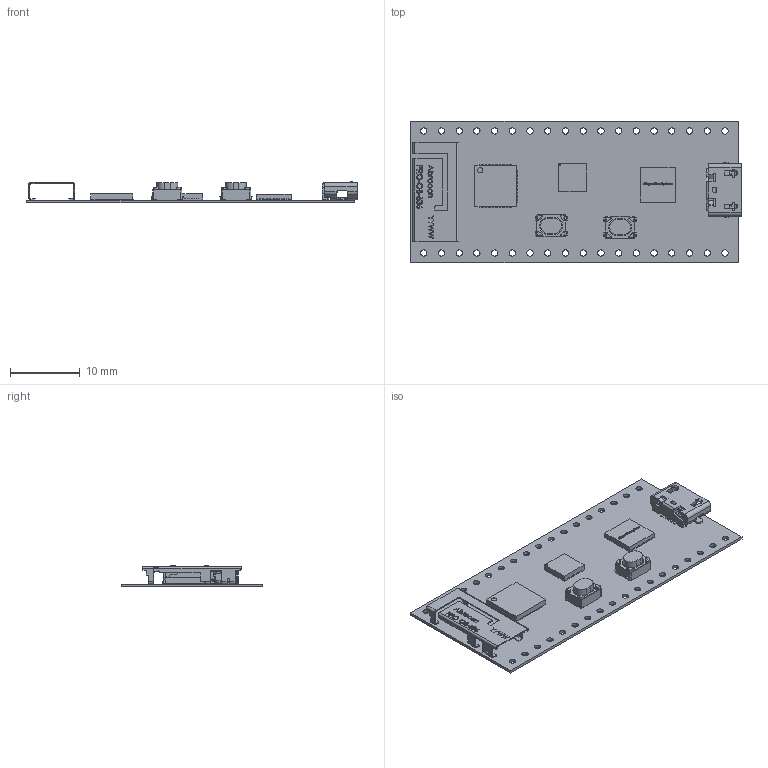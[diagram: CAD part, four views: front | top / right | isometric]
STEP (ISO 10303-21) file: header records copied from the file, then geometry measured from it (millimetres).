
FILE_DESCRIPTION(('Open CASCADE Model'),'2;1');
FILE_NAME('Open CASCADE Shape Model','2023-11-09T23:32:08',('Author'),( 'Open CASCADE'),'Open CASCADE STEP processor 6.8','Open CASCADE 6.8' ,'Unknown');
FILE_SCHEMA(('AUTOMOTIVE_DESIGN { 1 0 10303 214 1 1 1 1 }'));
Length unit declared in the file: millimetre
Products named in the file (20): PCB; Board; Open CASCADE STEP translator 6.8 1.1.1; Designator13; 6266025440; Designator11; 6274752112; Designator10; 6274751072; Body; ThermalPin; PinsArrayLR; PinsArrayTB; Designator9; 6116749600; Designator8; Designator7; 6268027648; Free-Models; PRO-OB-536--3DModel-STEP-418109
Assembly tree (20 placements, depth 4):
  PCB
    Board
      Open CASCADE STEP translator 6.8 1.1.1
    Designator13
      6266025440
    Designator11
      6274752112
    Designator10
      6274751072
        Body
        ThermalPin
        PinsArrayLR
        PinsArrayTB
    Designator9
      6116749600
    Designator8
      6116749600
    Designator7
      6268027648
    Free-Models
      PRO-OB-536--3DModel-STEP-418109
Bounding box: 47.38 x 20.3 x 3.13 mm (x, y, z)
Volume: 563.2 mm3; surface area: 2888.9 mm2
Topology: 92 solids, 92 shells, 2533 faces, 6529 edges, 4184 vertices
Faces by surface type: plane 1807, cylinder 429, bspline 293, sphere 4
Full cylindrical faces by diameter (mm): 0.75 x1, 0.9 x36
Entity records: 89693 total; most frequent: CARTESIAN_POINT 26700, ORIENTED_EDGE 11994, DIRECTION 10285, EDGE_CURVE 5997, LINE 4761, VECTOR 4761, VERTEX_POINT 3888, AXIS2_PLACEMENT_3D 2762
